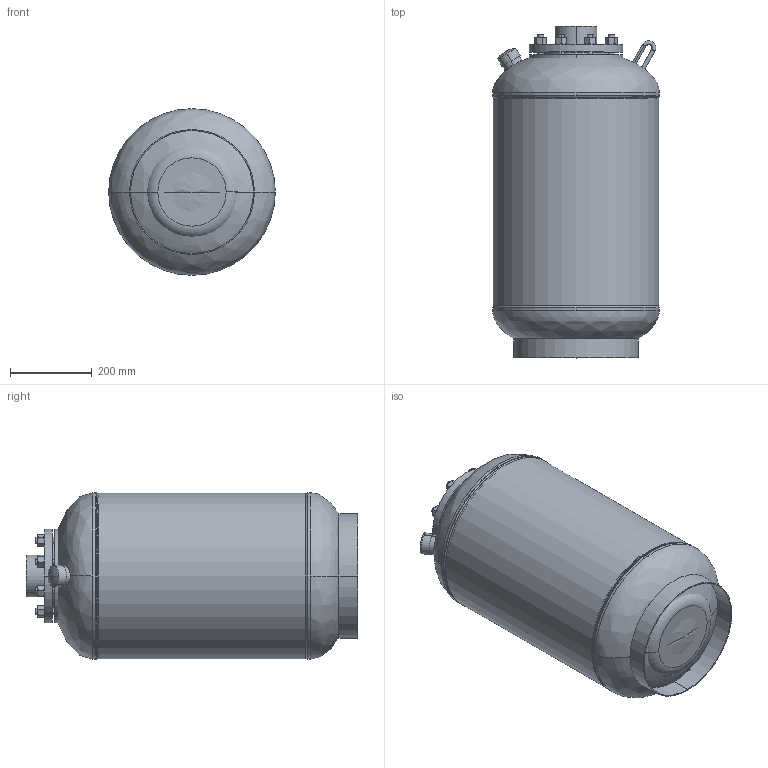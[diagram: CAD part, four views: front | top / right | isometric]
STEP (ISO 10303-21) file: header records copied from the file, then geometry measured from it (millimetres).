
FILE_DESCRIPTION (( 'STEP AP203' ), '1' );
FILE_NAME ('SSA-85.STEP', '2021-03-16T14:15:20', ( '' ), ( '' ), 'SwSTEP 2.0', 'SolidWorks 2021', '' );
FILE_SCHEMA (( 'CONFIG_CONTROL_DESIGN' ));
Length unit declared in the file: inch
Products named in the file (18): 9800147; 9800620_HHNUT 0.6250-11-D-N; 9801512; 9800497_4549K772; 9500000; 9800512; SSA-85; 9800464_03-34; 9800460_03-34; 9400026; 9200080; 99B3466; 9800532; 99Q0468; Couplings_9500420; 9400035; 9400540_tall
Assembly tree (31 placements, depth 2):
  SSA-85
    99B3466
    9200080
    9200080
    9500000
    Couplings_9500420
    9800460_03-34
    9800464_03-34
    9800512
    9800497_4549K772
    9801512
    9400035
    9400026
    9800147
    9800532  x8
    9800620_HHNUT 0.6250-11-D-N  x8
    9400540_tall
    99Q0468
Bounding box: 406.4 x 809.62 x 406.4 mm (x, y, z)
Volume: 6054008.7 mm3; surface area: 3750204.6 mm2
Topology: 32 solids, 32 shells, 916 faces, 2351 edges, 1435 vertices
Faces by surface type: plane 371, cone 284, cylinder 205, torus 36, bspline 16, sphere 4
Full cylindrical faces by diameter (mm): 400.05 x1, 404.927 x1
Entity records: 30793 total; most frequent: CARTESIAN_POINT 10399, DIRECTION 4018, ORIENTED_EDGE 3730, EDGE_CURVE 1865, AXIS2_PLACEMENT_3D 1572, VERTEX_POINT 1169, LINE 874, VECTOR 874
